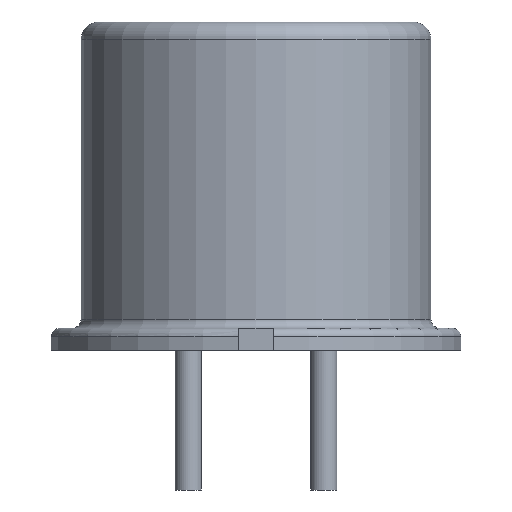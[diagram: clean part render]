
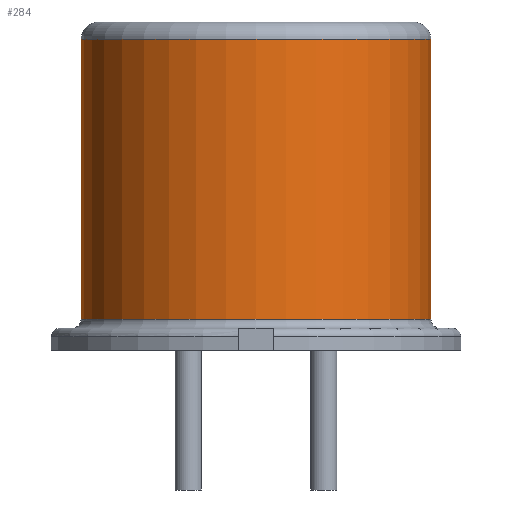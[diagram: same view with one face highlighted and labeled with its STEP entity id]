
A CAD part, front view. The second image highlights one B-rep face of the part: STEP entity #284.
In plain terms, the highlighted cylindrical face has radius 4 mm (diameter 8 mm), a full revolution.
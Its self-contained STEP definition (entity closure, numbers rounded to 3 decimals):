
#35=LINE('',#473,#50);
#50=VECTOR('',#376,4.);
#65=CYLINDRICAL_SURFACE('',#323,4.);
#72=FACE_OUTER_BOUND('',#93,.T.);
#93=EDGE_LOOP('',(#208,#209,#210,#211,#212));
#119=CIRCLE('',#319,4.);
#122=CIRCLE('',#322,4.);
#123=CIRCLE('',#324,4.);
#140=VERTEX_POINT('',#463);
#141=VERTEX_POINT('',#464);
#143=VERTEX_POINT('',#471);
#165=EDGE_CURVE('',#140,#141,#119,.T.);
#168=EDGE_CURVE('',#141,#140,#122,.T.);
#169=EDGE_CURVE('',#143,#143,#123,.T.);
#170=EDGE_CURVE('',#143,#140,#35,.T.);
#208=ORIENTED_EDGE('',*,*,#169,.F.);
#209=ORIENTED_EDGE('',*,*,#170,.T.);
#210=ORIENTED_EDGE('',*,*,#168,.F.);
#211=ORIENTED_EDGE('',*,*,#165,.F.);
#212=ORIENTED_EDGE('',*,*,#170,.F.);
#284=ADVANCED_FACE('',(#72),#65,.T.);
#319=AXIS2_PLACEMENT_3D('',#465,#364,#365);
#322=AXIS2_PLACEMENT_3D('',#469,#370,#371);
#323=AXIS2_PLACEMENT_3D('',#470,#372,#373);
#324=AXIS2_PLACEMENT_3D('',#472,#374,#375);
#364=DIRECTION('center_axis',(0.,0.,-1.));
#365=DIRECTION('ref_axis',(1.,0.,0.));
#370=DIRECTION('center_axis',(0.,0.,-1.));
#371=DIRECTION('ref_axis',(1.,0.,0.));
#372=DIRECTION('center_axis',(0.,0.,1.));
#373=DIRECTION('ref_axis',(1.,0.,0.));
#374=DIRECTION('center_axis',(0.,0.,1.));
#375=DIRECTION('ref_axis',(1.,0.,0.));
#376=DIRECTION('',(0.,0.,-1.));
#463=CARTESIAN_POINT('',(-4.,0.,0.7));
#464=CARTESIAN_POINT('',(4.,0.,0.7));
#465=CARTESIAN_POINT('Origin',(0.,0.,0.7));
#469=CARTESIAN_POINT('Origin',(0.,0.,0.7));
#470=CARTESIAN_POINT('Origin',(0.,0.,0.));
#471=CARTESIAN_POINT('',(-4.,0.,7.1));
#472=CARTESIAN_POINT('Origin',(0.,0.,7.1));
#473=CARTESIAN_POINT('',(-4.,0.,0.));
